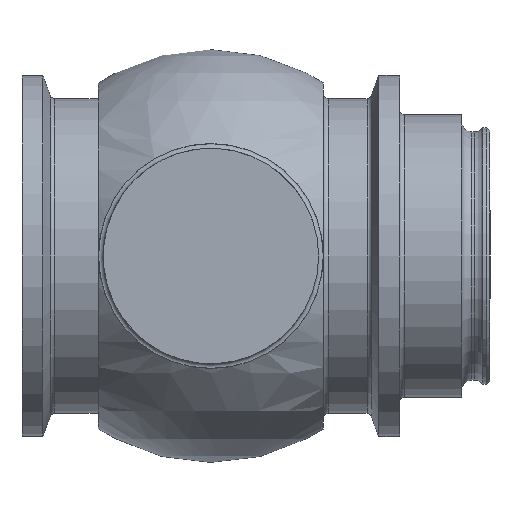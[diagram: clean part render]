
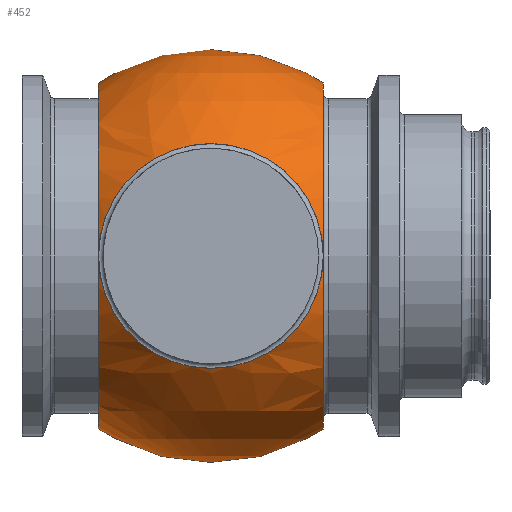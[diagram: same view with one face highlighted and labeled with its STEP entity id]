
A CAD part, left-side view. The second image highlights one B-rep face of the part: STEP entity #452.
In plain terms, the highlighted spherical face has radius 36.5 mm.
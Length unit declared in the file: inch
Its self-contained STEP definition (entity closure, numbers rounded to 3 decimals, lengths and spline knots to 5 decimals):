
#23=FACE_BOUND('',#109,.T.);
#24=FACE_BOUND('',#110,.T.);
#25=FACE_BOUND('',#111,.T.);
#31=SPHERICAL_SURFACE('',#545,1.437);
#81=FACE_OUTER_BOUND('',#108,.T.);
#108=EDGE_LOOP('',(#391,#392));
#109=EDGE_LOOP('',(#393));
#110=EDGE_LOOP('',(#394));
#111=EDGE_LOOP('',(#395));
#173=CIRCLE('',#546,1.437);
#174=CIRCLE('',#547,1.20494);
#175=CIRCLE('',#548,0.78291);
#176=CIRCLE('',#549,1.20364);
#222=VERTEX_POINT('',#856);
#223=VERTEX_POINT('',#857);
#224=VERTEX_POINT('',#859);
#225=VERTEX_POINT('',#861);
#226=VERTEX_POINT('',#863);
#287=EDGE_CURVE('',#222,#223,#173,.T.);
#288=EDGE_CURVE('',#224,#224,#174,.T.);
#289=EDGE_CURVE('',#225,#225,#175,.T.);
#290=EDGE_CURVE('',#226,#226,#176,.T.);
#391=ORIENTED_EDGE('',*,*,#287,.T.);
#392=ORIENTED_EDGE('',*,*,#287,.F.);
#393=ORIENTED_EDGE('',*,*,#288,.T.);
#394=ORIENTED_EDGE('',*,*,#289,.F.);
#395=ORIENTED_EDGE('',*,*,#290,.F.);
#452=ADVANCED_FACE('',(#81,#23,#24,#25),#31,.T.);
#545=AXIS2_PLACEMENT_3D('',#855,#701,#702);
#546=AXIS2_PLACEMENT_3D('',#858,#703,#704);
#547=AXIS2_PLACEMENT_3D('',#860,#705,#706);
#548=AXIS2_PLACEMENT_3D('',#862,#707,#708);
#549=AXIS2_PLACEMENT_3D('',#864,#709,#710);
#701=DIRECTION('center_axis',(0.,0.,1.));
#702=DIRECTION('ref_axis',(-1.,0.,0.));
#703=DIRECTION('center_axis',(0.,1.,0.));
#704=DIRECTION('ref_axis',(1.,0.,0.));
#705=DIRECTION('center_axis',(0.,1.,0.));
#706=DIRECTION('ref_axis',(-1.,0.,0.));
#707=DIRECTION('center_axis',(-1.,0.,0.));
#708=DIRECTION('ref_axis',(0.,0.,-1.));
#709=DIRECTION('center_axis',(0.,1.,0.));
#710=DIRECTION('ref_axis',(-1.,0.,0.));
#855=CARTESIAN_POINT('Origin',(0.,1.943,0.));
#856=CARTESIAN_POINT('',(0.,1.943,1.437));
#857=CARTESIAN_POINT('',(0.,1.943,-1.437));
#858=CARTESIAN_POINT('Origin',(0.,1.943,0.));
#859=CARTESIAN_POINT('',(-1.20494,1.16,0.));
#860=CARTESIAN_POINT('Origin',(0.,1.16,0.));
#861=CARTESIAN_POINT('',(-1.205,1.16009,0.));
#862=CARTESIAN_POINT('Origin',(-1.205,1.943,0.));
#863=CARTESIAN_POINT('',(-1.20364,2.728,0.));
#864=CARTESIAN_POINT('Origin',(0.,2.728,0.));
